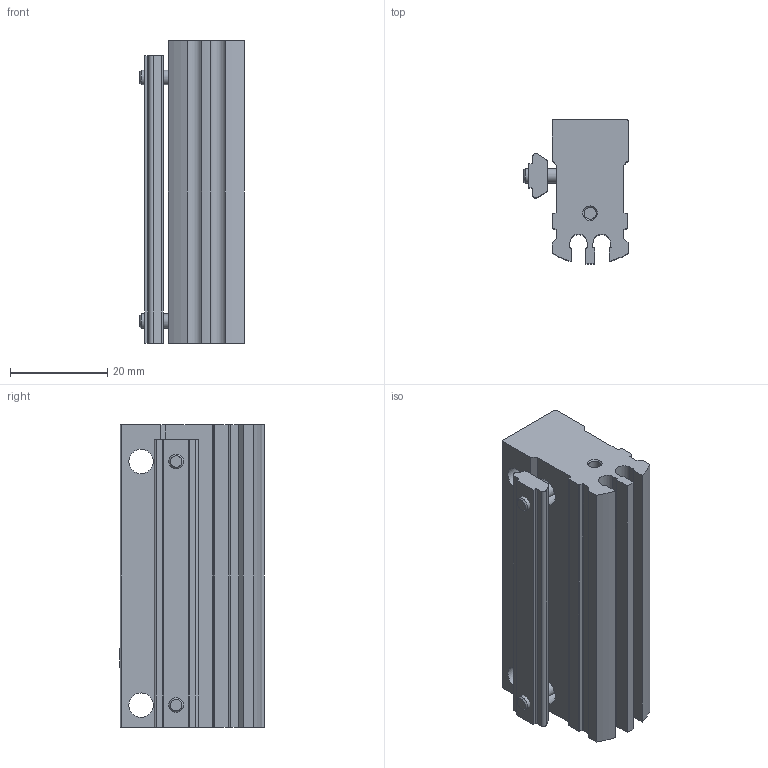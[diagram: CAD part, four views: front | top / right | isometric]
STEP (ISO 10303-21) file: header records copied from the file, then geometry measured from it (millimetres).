
FILE_DESCRIPTION(/* description */ ('STEP AP214'),/* implementation_level */ '2;1');
FILE_NAME(/* name */ '525681_SLG-Z-18-A',/* time_stamp */ '2024-09-15T07:16:33+02:00',/* author */ ('License CC BY-ND 4.0'),/* organization */ ('CADENAS'),/* preprocessor_version */ 'ST-DEVELOPER v19.3',/* originating_system */ 'PARTsolutions',/* authorisation */ ' ');
FILE_SCHEMA (('AUTOMOTIVE_DESIGN {1 0 10303 214 3 1 1}'));
Length unit declared in the file: millimetre
Products named in the file (5): 525681 SLG-Z-18-A---(1); 649816 SLG-Z-18-A---(GEH); 525681 SLG-Z-18-A---(AN); DIN-912 - M3x16(F); 649817 SLG-Z-18-A---(N)
Assembly tree (5 placements, depth 2):
  525681 SLG-Z-18-A---(1)
    649816 SLG-Z-18-A---(GEH)
    525681 SLG-Z-18-A---(AN)
    DIN-912 - M3x16(F)  x2
    649817 SLG-Z-18-A---(N)
Bounding box: 21.4 x 29.7 x 62 mm (x, y, z)
Volume: 20506.8 mm3; surface area: 13783.6 mm2
Topology: 5 solids, 5 shells, 211 faces, 513 edges, 321 vertices
Faces by surface type: plane 115, cylinder 56, cone 39, torus 1
Full cylindrical faces by diameter (mm): 2.459 x4, 3 x2, 3.4 x2, 5 x4, 5.5 x2, 6 x6, 10 x1
Entity records: 5433 total; most frequent: CARTESIAN_POINT 991, DIRECTION 919, ORIENTED_EDGE 842, EDGE_CURVE 421, AXIS2_PLACEMENT_3D 339, VERTEX_POINT 285, LINE 241, VECTOR 241
